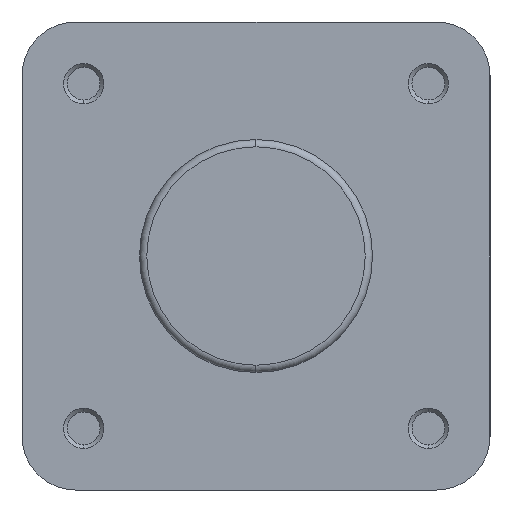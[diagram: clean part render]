
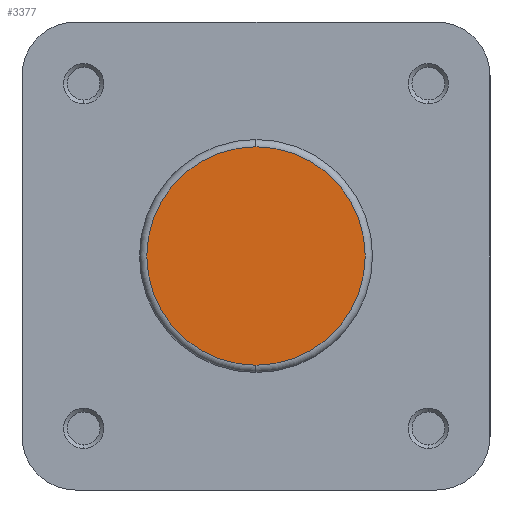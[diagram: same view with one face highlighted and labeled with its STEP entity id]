
A CAD part, left-side view. The second image highlights one B-rep face of the part: STEP entity #3377.
In plain terms, the highlighted planar face has unit normal (-1, 0, 0).
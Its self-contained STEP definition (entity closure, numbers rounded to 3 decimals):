
#42 = EDGE_CURVE ( 'NONE', #4052, #4085, #2773, .T. ) ;
#276 = AXIS2_PLACEMENT_3D ( 'NONE', #4279, #4287, #4288 ) ;
#351 = EDGE_CURVE ( 'NONE', #4085, #4052, #5040, .T. ) ;
#1010 = PLANE ( 'NONE',  #3097 ) ;
#1072 = CARTESIAN_POINT ( 'NONE',  ( 0., 23.9, 0. ) ) ;
#1081 = DIRECTION ( 'NONE',  ( 1., 0., 0. ) ) ;
#1082 = DIRECTION ( 'NONE',  ( 0., 0., -1. ) ) ;
#1608 = CARTESIAN_POINT ( 'NONE',  ( 0., 0., -22.4 ) ) ;
#1641 = CARTESIAN_POINT ( 'NONE',  ( 0., 0., 22.4 ) ) ;
#2426 = EDGE_LOOP ( 'NONE', ( #2664, #2663 ) ) ;
#2663 = ORIENTED_EDGE ( 'NONE', *, *, #351, .T. ) ;
#2664 = ORIENTED_EDGE ( 'NONE', *, *, #42, .T. ) ;
#2773 = CIRCLE ( 'NONE', #276, 22.4 ) ;
#2968 = AXIS2_PLACEMENT_3D ( 'NONE', #4947, #4949, #4950 ) ;
#3097 = AXIS2_PLACEMENT_3D ( 'NONE', #1072, #1081, #1082 ) ;
#3377 = ADVANCED_FACE ( 'NONE', ( #3644 ), #1010, .F. ) ;
#3644 = FACE_OUTER_BOUND ( 'NONE', #2426, .T. ) ;
#4052 = VERTEX_POINT ( 'NONE', #1608 ) ;
#4085 = VERTEX_POINT ( 'NONE', #1641 ) ;
#4279 = CARTESIAN_POINT ( 'NONE',  ( 0., 0., 0. ) ) ;
#4287 = DIRECTION ( 'NONE',  ( -1., 0., 0. ) ) ;
#4288 = DIRECTION ( 'NONE',  ( 0., 0., -1. ) ) ;
#4947 = CARTESIAN_POINT ( 'NONE',  ( 0., 0., 0. ) ) ;
#4949 = DIRECTION ( 'NONE',  ( -1., 0., 0. ) ) ;
#4950 = DIRECTION ( 'NONE',  ( 0., 0., -1. ) ) ;
#5040 = CIRCLE ( 'NONE', #2968, 22.4 ) ;
